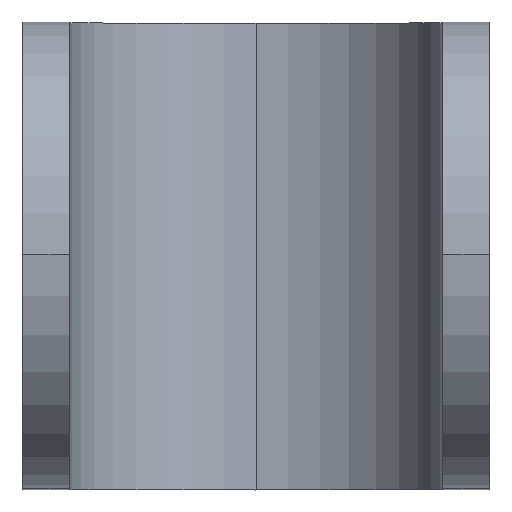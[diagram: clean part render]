
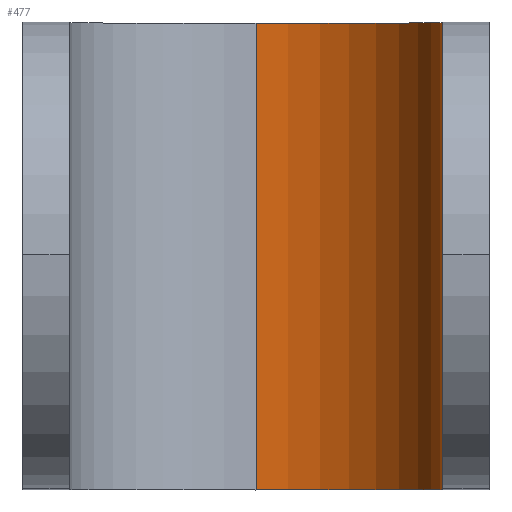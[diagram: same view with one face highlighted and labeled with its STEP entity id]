
A CAD part, top view. The second image highlights one B-rep face of the part: STEP entity #477.
In plain terms, the highlighted cylindrical face has radius 3.2 mm (diameter 6.4 mm), a partial arc.
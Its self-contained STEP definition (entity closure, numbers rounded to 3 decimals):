
#5 = LINE ( 'NONE', #297, #160 ) ;
#11 = CIRCLE ( 'NONE', #23, 3.2 ) ;
#23 = AXIS2_PLACEMENT_3D ( 'NONE', #169, #216, #91 ) ;
#25 = DIRECTION ( 'NONE',  ( 0., -1., 0. ) ) ;
#27 = CARTESIAN_POINT ( 'NONE',  ( -3.2, 8., -15.2 ) ) ;
#40 = CARTESIAN_POINT ( 'NONE',  ( 0., 0., -12. ) ) ;
#56 = CARTESIAN_POINT ( 'NONE',  ( -3.2, 0., -12. ) ) ;
#58 = AXIS2_PLACEMENT_3D ( 'NONE', #56, #247, #392 ) ;
#91 = DIRECTION ( 'NONE',  ( 0., 0., -1. ) ) ;
#113 = EDGE_CURVE ( 'NONE', #479, #359, #5, .T. ) ;
#158 = DIRECTION ( 'NONE',  ( 0., -1., 0. ) ) ;
#160 = VECTOR ( 'NONE', #198, 1000. ) ;
#169 = CARTESIAN_POINT ( 'NONE',  ( -3.2, 8., -12. ) ) ;
#178 = ORIENTED_EDGE ( 'NONE', *, *, #538, .T. ) ;
#198 = DIRECTION ( 'NONE',  ( 0., -1., 0. ) ) ;
#209 = ORIENTED_EDGE ( 'NONE', *, *, #486, .T. ) ;
#216 = DIRECTION ( 'NONE',  ( 0., -1., 0. ) ) ;
#235 = VERTEX_POINT ( 'NONE', #313 ) ;
#247 = DIRECTION ( 'NONE',  ( 0., -1., 0. ) ) ;
#248 = VERTEX_POINT ( 'NONE', #27 ) ;
#265 = EDGE_CURVE ( 'NONE', #248, #479, #11, .T. ) ;
#282 = ORIENTED_EDGE ( 'NONE', *, *, #113, .F. ) ;
#283 = AXIS2_PLACEMENT_3D ( 'NONE', #335, #158, #540 ) ;
#297 = CARTESIAN_POINT ( 'NONE',  ( 0., 8., -12. ) ) ;
#310 = VECTOR ( 'NONE', #25, 1000. ) ;
#313 = CARTESIAN_POINT ( 'NONE',  ( -3.2, 0., -15.2 ) ) ;
#335 = CARTESIAN_POINT ( 'NONE',  ( -3.2, 8., -12. ) ) ;
#359 = VERTEX_POINT ( 'NONE', #40 ) ;
#392 = DIRECTION ( 'NONE',  ( 0., 0., -1. ) ) ;
#463 = ORIENTED_EDGE ( 'NONE', *, *, #265, .F. ) ;
#477 = ADVANCED_FACE ( 'NONE', ( #589 ), #493, .F. ) ;
#479 = VERTEX_POINT ( 'NONE', #584 ) ;
#486 = EDGE_CURVE ( 'NONE', #235, #359, #535, .T. ) ;
#493 = CYLINDRICAL_SURFACE ( 'NONE', #283, 3.2 ) ;
#505 = LINE ( 'NONE', #563, #310 ) ;
#535 = CIRCLE ( 'NONE', #58, 3.2 ) ;
#538 = EDGE_CURVE ( 'NONE', #248, #235, #505, .T. ) ;
#540 = DIRECTION ( 'NONE',  ( 0., 0., -1. ) ) ;
#563 = CARTESIAN_POINT ( 'NONE',  ( -3.2, 8., -15.2 ) ) ;
#570 = EDGE_LOOP ( 'NONE', ( #463, #178, #209, #282 ) ) ;
#584 = CARTESIAN_POINT ( 'NONE',  ( 0., 8., -12. ) ) ;
#589 = FACE_OUTER_BOUND ( 'NONE', #570, .T. ) ;
